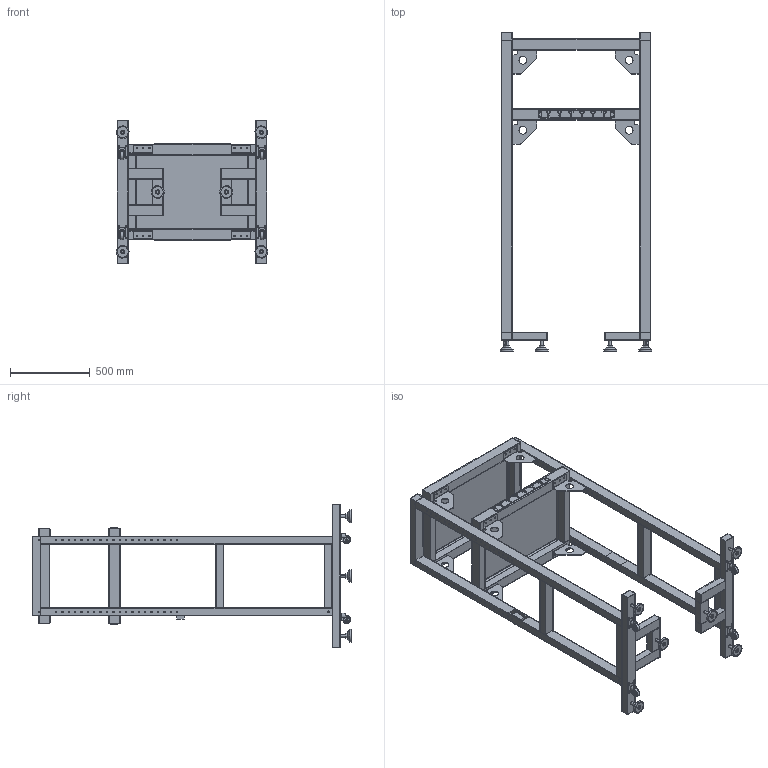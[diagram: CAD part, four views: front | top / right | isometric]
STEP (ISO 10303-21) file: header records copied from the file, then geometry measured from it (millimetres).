
FILE_DESCRIPTION (( 'STEP AP203' ), '1' );
FILE_NAME ('516200.STEP', '2025-07-02T07:31:16', ( '' ), ( '' ), 'SwSTEP 2.0', 'SolidWorks 2020', '' );
FILE_SCHEMA (( 'CONFIG_CONTROL_DESIGN' ));
Length unit declared in the file: millimetre
Products named in the file (1): 516200
Bounding box: 949.93 x 2001 x 900 mm (x, y, z)
Volume: 15661453.1 mm3; surface area: 10792021.9 mm2
Topology: 57 solids, 57 shells, 2175 faces, 5572 edges, 3624 vertices
Faces by surface type: plane 1135, cylinder 964, torus 48, bspline 16, cone 12
Entity records: 67867 total; most frequent: CARTESIAN_POINT 12172, DIRECTION 11808, ORIENTED_EDGE 11144, EDGE_CURVE 5572, AXIS2_PLACEMENT_3D 4140, VERTEX_POINT 3624, LINE 3528, VECTOR 3528
